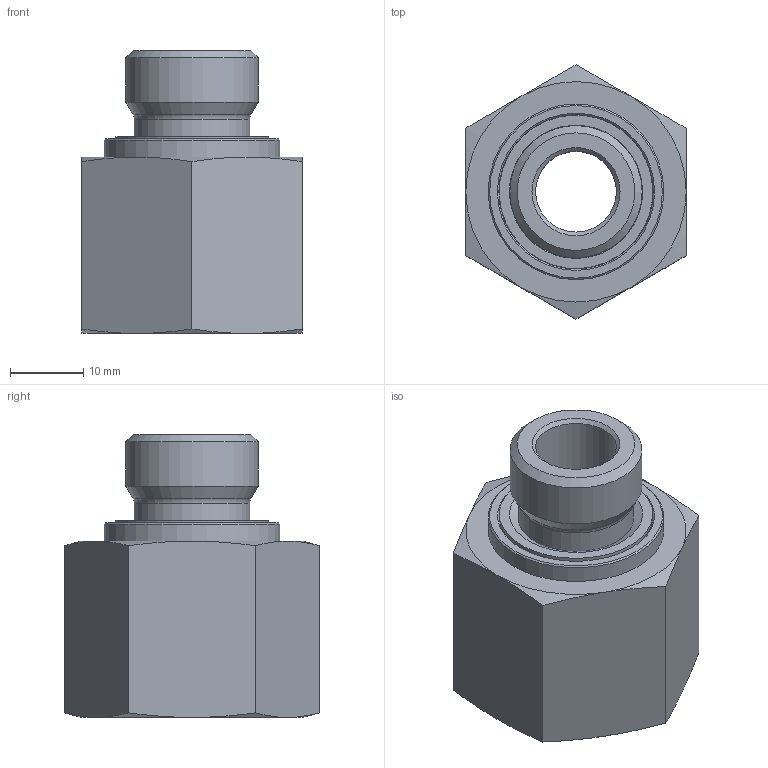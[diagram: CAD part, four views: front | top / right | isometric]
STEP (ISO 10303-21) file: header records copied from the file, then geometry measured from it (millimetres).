
FILE_DESCRIPTION((''),'2;1');
FILE_NAME('714021822.stp','2015-07-08T20:03:24',(''),('KNOMI spol. s r. o.'),'Autodesk Inventor 2012','Autodesk Inventor 2012','');
FILE_SCHEMA(('AUTOMOTIVE_DESIGN { 1 2 10303 214 0 1 1 1 }'));
Length unit declared in the file: millimetre
Products named in the file (3): RIEM M18-M22; 714031822; 609181800
Assembly tree (2 placements, depth 2):
  RIEM M18-M22
    714031822
    609181800
Bounding box: 30.01 x 34.64 x 38.5 mm (x, y, z)
Volume: 14492.5 mm3; surface area: 7077 mm2
Topology: 2 solids, 2 shells, 45 faces, 91 edges, 54 vertices
Faces by surface type: cone 20, plane 14, cylinder 8, torus 3
Full cylindrical faces by diameter (mm): 11 x1, 15.7 x2, 18 x1, 20.376 x1, 20.9 x1, 21 x1, 23.9 x1
Entity records: 1183 total; most frequent: CARTESIAN_POINT 220, DIRECTION 184, ORIENTED_EDGE 140, AXIS2_PLACEMENT_3D 88, EDGE_LOOP 72, EDGE_CURVE 70, VERTEX_POINT 52, STYLED_ITEM 47
